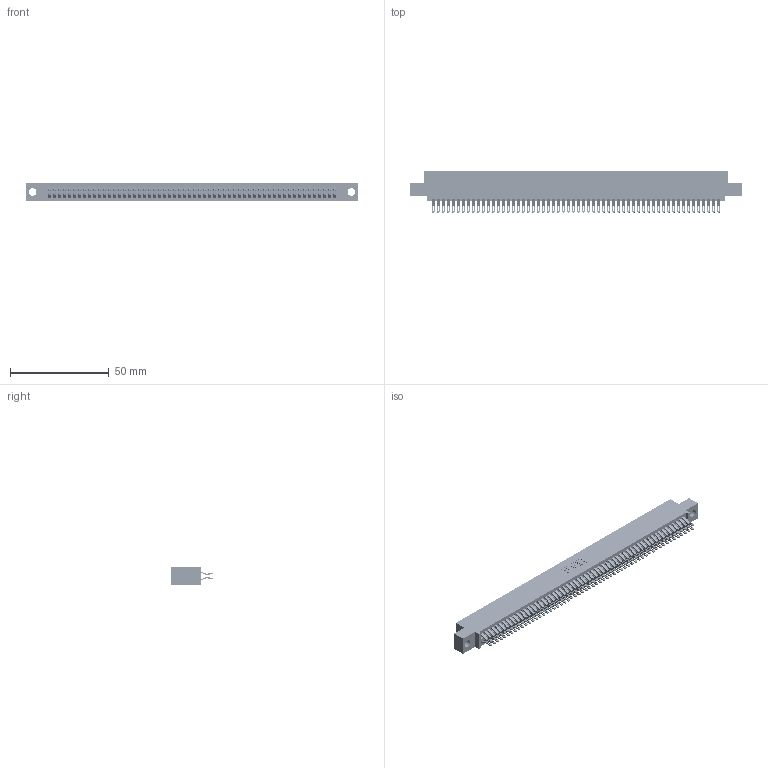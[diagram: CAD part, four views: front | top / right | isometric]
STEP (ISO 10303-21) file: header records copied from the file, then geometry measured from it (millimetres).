
FILE_DESCRIPTION (( 'STEP AP203' ), '1' );
FILE_NAME ('345-116-555-504.STEP', '2018-10-18T19:33:14', ( '' ), ( '' ), 'SwSTEP 2.0', 'SolidWorks 2016', '' );
FILE_SCHEMA (( 'CONFIG_CONTROL_DESIGN' ));
Length unit declared in the file: inch
Products named in the file (3): 345 Part_0.110 Offset - 0.156 Dia-TH; 345-292-001_555 Tail; 345-116-555-504
Assembly tree (117 placements, depth 2):
  345-116-555-504
    345 Part_0.110 Offset - 0.156 Dia-TH
    345-292-001_555 Tail  x116
Bounding box: 168.53 x 21.13 x 9.4 mm (x, y, z)
Volume: 16694.8 mm3; surface area: 26065.9 mm2
Topology: 117 solids, 117 shells, 6626 faces, 20885 edges, 13922 vertices
Faces by surface type: plane 3680, cylinder 2946
Entity records: 43815 total; most frequent: CARTESIAN_POINT 7366, ORIENTED_EDGE 7270, DIRECTION 6443, EDGE_CURVE 3635, LINE 3251, VECTOR 3251, VERTEX_POINT 2422, AXIS2_PLACEMENT_3D 1596
